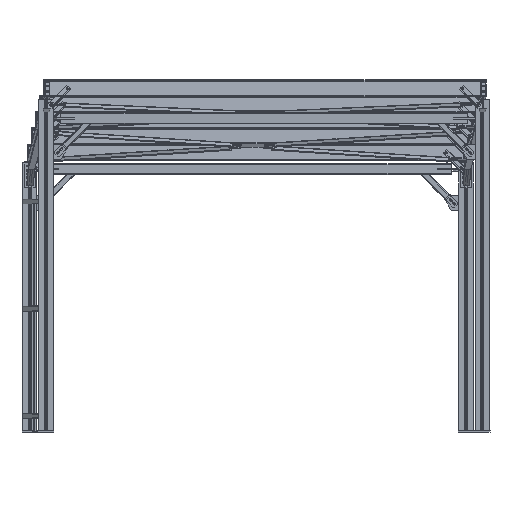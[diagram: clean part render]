
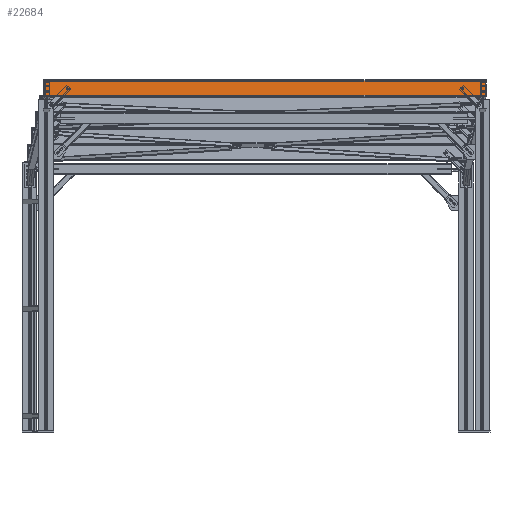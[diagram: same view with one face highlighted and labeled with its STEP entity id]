
A CAD part, front view. The second image highlights one B-rep face of the part: STEP entity #22684.
In plain terms, the highlighted free-form (B-spline) face has degree [1, 1] with [2, 2] control points.
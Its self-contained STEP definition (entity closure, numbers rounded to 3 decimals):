
#22040 = VERTEX_POINT('',#22041);
#22041 = CARTESIAN_POINT('',(-2270.954,10565.395,
    2314.247));
#22046 = EDGE_CURVE('',#22040,#22040,#22047,.T.);
#22047 = ( BOUNDED_CURVE() B_SPLINE_CURVE(2,(#22048,#22049,#22050,#22051
    ,#22052,#22053,#22054),.UNSPECIFIED.,.T.,.F.) 
B_SPLINE_CURVE_WITH_KNOTS((3,2,2,3),(3.142,5.236,
7.33,9.425),.PIECEWISE_BEZIER_KNOTS.) CURVE() 
GEOMETRIC_REPRESENTATION_ITEM() RATIONAL_B_SPLINE_CURVE((1.,0.5,1.,0.5,
1.,0.5,1.)) REPRESENTATION_ITEM('') );
#22048 = CARTESIAN_POINT('',(-2270.954,10565.395,
    2314.247));
#22049 = CARTESIAN_POINT('',(-2270.953,10568.627,
    2337.481));
#22050 = CARTESIAN_POINT('',(-2250.639,10567.004,
    2325.864));
#22051 = CARTESIAN_POINT('',(-2230.325,10565.381,
    2314.247));
#22052 = CARTESIAN_POINT('',(-2250.64,10563.771,
    2302.63));
#22053 = CARTESIAN_POINT('',(-2270.956,10562.162,
    2291.013));
#22054 = CARTESIAN_POINT('',(-2270.954,10565.395,
    2314.247));
#22092 = VERTEX_POINT('',#22093);
#22093 = CARTESIAN_POINT('',(5270.067,10556.002,
    2265.398));
#22098 = EDGE_CURVE('',#22092,#22092,#22099,.T.);
#22099 = ( BOUNDED_CURVE() B_SPLINE_CURVE(2,(#22100,#22101,#22102,#22103
    ,#22104,#22105,#22106),.UNSPECIFIED.,.T.,.F.) 
B_SPLINE_CURVE_WITH_KNOTS((3,2,2,3),(3.142,5.236,
7.33,9.425),.PIECEWISE_BEZIER_KNOTS.) CURVE() 
GEOMETRIC_REPRESENTATION_ITEM() RATIONAL_B_SPLINE_CURVE((1.,0.5,1.,0.5,
1.,0.5,1.)) REPRESENTATION_ITEM('') );
#22100 = CARTESIAN_POINT('',(5270.067,10556.002,
    2265.398));
#22101 = CARTESIAN_POINT('',(5270.068,10559.234,
    2288.632));
#22102 = CARTESIAN_POINT('',(5290.382,10557.611,
    2277.015));
#22103 = CARTESIAN_POINT('',(5310.697,10555.988,
    2265.399));
#22104 = CARTESIAN_POINT('',(5290.381,10554.378,
    2253.782));
#22105 = CARTESIAN_POINT('',(5270.066,10552.769,
    2242.165));
#22106 = CARTESIAN_POINT('',(5270.067,10556.002,
    2265.398));
#22144 = VERTEX_POINT('',#22145);
#22145 = CARTESIAN_POINT('',(5641.079,10548.921,
    2215.429));
#22150 = EDGE_CURVE('',#22144,#22144,#22151,.T.);
#22151 = ( BOUNDED_CURVE() B_SPLINE_CURVE(2,(#22152,#22153,#22154,#22155
    ,#22156,#22157,#22158),.UNSPECIFIED.,.T.,.F.) 
B_SPLINE_CURVE_WITH_KNOTS((3,2,2,3),(3.142,5.236,
7.33,9.425),.PIECEWISE_BEZIER_KNOTS.) CURVE() 
GEOMETRIC_REPRESENTATION_ITEM() RATIONAL_B_SPLINE_CURVE((1.,0.5,1.,0.5,
1.,0.5,1.)) REPRESENTATION_ITEM('') );
#22152 = CARTESIAN_POINT('',(5641.079,10548.921,
    2215.429));
#22153 = CARTESIAN_POINT('',(5641.08,10552.154,
    2238.663));
#22154 = CARTESIAN_POINT('',(5661.394,10550.531,
    2227.046));
#22155 = CARTESIAN_POINT('',(5681.709,10548.908,
    2215.429));
#22156 = CARTESIAN_POINT('',(5661.393,10547.298,
    2203.812));
#22157 = CARTESIAN_POINT('',(5641.078,10545.689,
    2192.196));
#22158 = CARTESIAN_POINT('',(5641.079,10548.921,
    2215.429));
#22196 = VERTEX_POINT('',#22197);
#22197 = CARTESIAN_POINT('',(-2270.959,10551.643,
    2215.408));
#22202 = EDGE_CURVE('',#22196,#22196,#22203,.T.);
#22203 = ( BOUNDED_CURVE() B_SPLINE_CURVE(2,(#22204,#22205,#22206,#22207
    ,#22208,#22209,#22210),.UNSPECIFIED.,.T.,.F.) 
B_SPLINE_CURVE_WITH_KNOTS((3,2,2,3),(3.142,5.236,
7.33,9.425),.PIECEWISE_BEZIER_KNOTS.) CURVE() 
GEOMETRIC_REPRESENTATION_ITEM() RATIONAL_B_SPLINE_CURVE((1.,0.5,1.,0.5,
1.,0.5,1.)) REPRESENTATION_ITEM('') );
#22204 = CARTESIAN_POINT('',(-2270.959,10551.643,
    2215.408));
#22205 = CARTESIAN_POINT('',(-2270.958,10554.875,
    2238.641));
#22206 = CARTESIAN_POINT('',(-2250.644,10553.252,
    2227.025));
#22207 = CARTESIAN_POINT('',(-2230.33,10551.629,
    2215.408));
#22208 = CARTESIAN_POINT('',(-2250.645,10550.02,
    2203.791));
#22209 = CARTESIAN_POINT('',(-2270.96,10548.41,
    2192.174));
#22210 = CARTESIAN_POINT('',(-2270.959,10551.643,
    2215.408));
#22248 = VERTEX_POINT('',#22249);
#22249 = CARTESIAN_POINT('',(-1910.732,10558.674,
    2266.837));
#22254 = EDGE_CURVE('',#22248,#22248,#22255,.T.);
#22255 = ( BOUNDED_CURVE() B_SPLINE_CURVE(2,(#22256,#22257,#22258,#22259
    ,#22260,#22261,#22262),.UNSPECIFIED.,.T.,.F.) 
B_SPLINE_CURVE_WITH_KNOTS((3,2,2,3),(3.142,5.236,
7.33,9.425),.PIECEWISE_BEZIER_KNOTS.) CURVE() 
GEOMETRIC_REPRESENTATION_ITEM() RATIONAL_B_SPLINE_CURVE((1.,0.5,1.,0.5,
1.,0.5,1.)) REPRESENTATION_ITEM('') );
#22256 = CARTESIAN_POINT('',(-1910.732,10558.674,
    2266.837));
#22257 = CARTESIAN_POINT('',(-1910.731,10561.907,
    2290.07));
#22258 = CARTESIAN_POINT('',(-1890.417,10560.284,
    2278.454));
#22259 = CARTESIAN_POINT('',(-1870.103,10558.66,
    2266.837));
#22260 = CARTESIAN_POINT('',(-1890.418,10557.051,
    2255.22));
#22261 = CARTESIAN_POINT('',(-1910.733,10555.442,
    2243.603));
#22262 = CARTESIAN_POINT('',(-1910.732,10558.674,
    2266.837));
#22300 = VERTEX_POINT('',#22301);
#22301 = CARTESIAN_POINT('',(5641.084,10562.673,
    2314.269));
#22306 = EDGE_CURVE('',#22300,#22300,#22307,.T.);
#22307 = ( BOUNDED_CURVE() B_SPLINE_CURVE(2,(#22308,#22309,#22310,#22311
    ,#22312,#22313,#22314),.UNSPECIFIED.,.T.,.F.) 
B_SPLINE_CURVE_WITH_KNOTS((3,2,2,3),(3.142,5.236,
7.33,9.425),.PIECEWISE_BEZIER_KNOTS.) CURVE() 
GEOMETRIC_REPRESENTATION_ITEM() RATIONAL_B_SPLINE_CURVE((1.,0.5,1.,0.5,
1.,0.5,1.)) REPRESENTATION_ITEM('') );
#22308 = CARTESIAN_POINT('',(5641.084,10562.673,
    2314.269));
#22309 = CARTESIAN_POINT('',(5641.085,10565.906,
    2337.502));
#22310 = CARTESIAN_POINT('',(5661.399,10564.282,
    2325.885));
#22311 = CARTESIAN_POINT('',(5681.713,10562.659,
    2314.269));
#22312 = CARTESIAN_POINT('',(5661.398,10561.05,
    2302.652));
#22313 = CARTESIAN_POINT('',(5641.083,10559.441,
    2291.035));
#22314 = CARTESIAN_POINT('',(5641.084,10562.673,
    2314.269));
#22651 = VERTEX_POINT('',#22652);
#22652 = CARTESIAN_POINT('',(5705.952,10575.42,
    2406.048));
#22684 = ADVANCED_FACE('',(#22685,#22713,#22716,#22719,#22722,#22725,
    #22728),#22731,.F.);
#22685 = FACE_BOUND('',#22686,.T.);
#22686 = EDGE_LOOP('',(#22687,#22694,#22701,#22708));
#22687 = ORIENTED_EDGE('',*,*,#22688,.F.);
#22688 = EDGE_CURVE('',#22689,#22651,#22691,.T.);
#22689 = VERTEX_POINT('',#22690);
#22690 = CARTESIAN_POINT('',(-2322.984,10578.182,
    2406.026));
#22691 = B_SPLINE_CURVE_WITH_KNOTS('',1,(#22692,#22693),.UNSPECIFIED.,
  .F.,.F.,(2,2),(-2816.,2816.),.PIECEWISE_BEZIER_KNOTS.);
#22692 = CARTESIAN_POINT('',(-2322.984,10578.182,
    2406.026));
#22693 = CARTESIAN_POINT('',(5705.952,10575.42,
    2406.048));
#22694 = ORIENTED_EDGE('',*,*,#22695,.F.);
#22695 = EDGE_CURVE('',#22696,#22689,#22698,.T.);
#22696 = VERTEX_POINT('',#22697);
#22697 = CARTESIAN_POINT('',(-2322.997,10538.891,
    2123.628));
#22698 = B_SPLINE_CURVE_WITH_KNOTS('',1,(#22699,#22700),.UNSPECIFIED.,
  .F.,.F.,(2,2),(-261.31,-61.31),
  .PIECEWISE_BEZIER_KNOTS.);
#22699 = CARTESIAN_POINT('',(-2322.997,10538.891,
    2123.628));
#22700 = CARTESIAN_POINT('',(-2322.984,10578.182,
    2406.026));
#22701 = ORIENTED_EDGE('',*,*,#22702,.T.);
#22702 = EDGE_CURVE('',#22696,#22703,#22705,.T.);
#22703 = VERTEX_POINT('',#22704);
#22704 = CARTESIAN_POINT('',(5705.94,10536.13,
    2123.65));
#22705 = B_SPLINE_CURVE_WITH_KNOTS('',1,(#22706,#22707),.UNSPECIFIED.,
  .F.,.F.,(2,2),(-2816.,2816.),.PIECEWISE_BEZIER_KNOTS.);
#22706 = CARTESIAN_POINT('',(-2322.997,10538.891,
    2123.628));
#22707 = CARTESIAN_POINT('',(5705.94,10536.13,
    2123.65));
#22708 = ORIENTED_EDGE('',*,*,#22709,.F.);
#22709 = EDGE_CURVE('',#22651,#22703,#22710,.T.);
#22710 = B_SPLINE_CURVE_WITH_KNOTS('',1,(#22711,#22712),.UNSPECIFIED.,
  .F.,.F.,(2,2),(-271.31,-71.31),
  .PIECEWISE_BEZIER_KNOTS.);
#22711 = CARTESIAN_POINT('',(5705.952,10575.42,
    2406.048));
#22712 = CARTESIAN_POINT('',(5705.94,10536.13,
    2123.65));
#22713 = FACE_BOUND('',#22714,.T.);
#22714 = EDGE_LOOP('',(#22715));
#22715 = ORIENTED_EDGE('',*,*,#22046,.T.);
#22716 = FACE_BOUND('',#22717,.T.);
#22717 = EDGE_LOOP('',(#22718));
#22718 = ORIENTED_EDGE('',*,*,#22098,.T.);
#22719 = FACE_BOUND('',#22720,.T.);
#22720 = EDGE_LOOP('',(#22721));
#22721 = ORIENTED_EDGE('',*,*,#22150,.T.);
#22722 = FACE_BOUND('',#22723,.T.);
#22723 = EDGE_LOOP('',(#22724));
#22724 = ORIENTED_EDGE('',*,*,#22202,.T.);
#22725 = FACE_BOUND('',#22726,.T.);
#22726 = EDGE_LOOP('',(#22727));
#22727 = ORIENTED_EDGE('',*,*,#22254,.T.);
#22728 = FACE_BOUND('',#22729,.T.);
#22729 = EDGE_LOOP('',(#22730));
#22730 = ORIENTED_EDGE('',*,*,#22306,.T.);
#22731 = B_SPLINE_SURFACE_WITH_KNOTS('',1,1,(
    (#22732,#22733)
    ,(#22734,#22735
    )),.UNSPECIFIED.,.F.,.F.,.F.,(2,2),(2,2),(-2816.,2816.),(
    -100.,100.),.PIECEWISE_BEZIER_KNOTS.);
#22732 = CARTESIAN_POINT('',(5705.94,10536.13,
    2123.65));
#22733 = CARTESIAN_POINT('',(5705.952,10575.42,
    2406.048));
#22734 = CARTESIAN_POINT('',(-2322.997,10538.891,
    2123.628));
#22735 = CARTESIAN_POINT('',(-2322.984,10578.182,
    2406.026));
